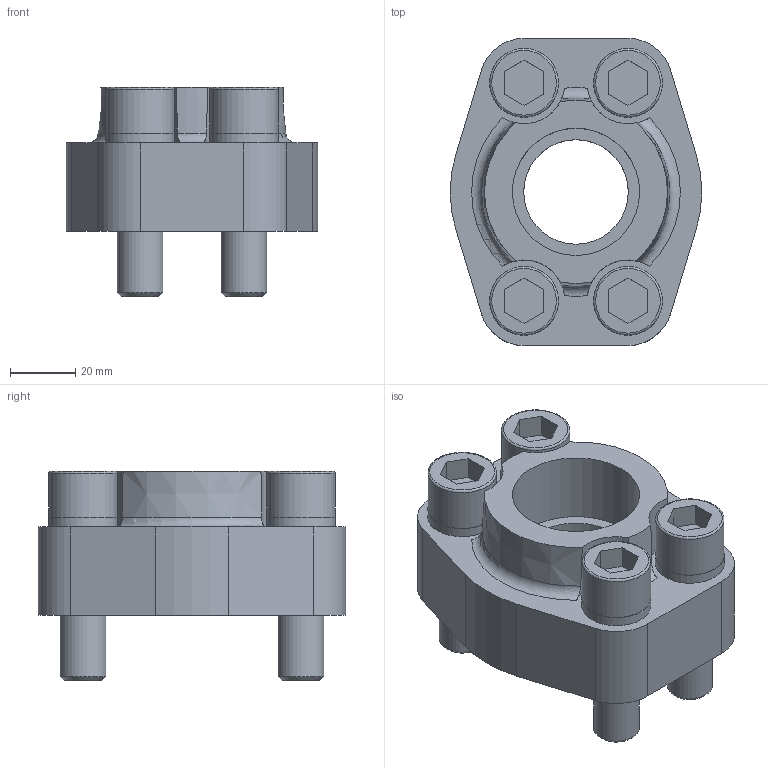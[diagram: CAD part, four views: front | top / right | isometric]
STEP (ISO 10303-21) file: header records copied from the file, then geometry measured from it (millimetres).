
FILE_DESCRIPTION(/* description */ ('STEP AP203'),/* implementation_level */ '2;1');
FILE_NAME(/* name */ 'SAE Threaded Flange AFE 32-6-01',/* time_stamp */ '2023-05-17T11:48:24+02:00',/* author */ ('License CC BY-ND 4.0'),/* organization */ ('CADENAS'),/* preprocessor_version */ 'ST-DEVELOPER v19.3',/* originating_system */ 'PARTsolutions',/* authorisation */ ' ');
FILE_SCHEMA (('CONFIG_CONTROL_DESIGN'));
Length unit declared in the file: millimetre
Products named in the file (1): SAE Gewindeflansch AFE 32-6-01
Bounding box: 77 x 94 x 64 mm (x, y, z)
Volume: 191486.4 mm3; surface area: 47338.2 mm2
Topology: 1 solids, 3 shells, 116 faces, 246 edges, 161 vertices
Faces by surface type: plane 61, cylinder 36, torus 11, cone 8
Full cylindrical faces by diameter (mm): 14 x4, 14.2 x4, 15 x4, 21 x4, 21.1 x4, 32 x1, 37.89 x2, 38.952 x1, 44.55 x2
Entity records: 3788 total; most frequent: CARTESIAN_POINT 537, DIRECTION 518, ORIENTED_EDGE 412, AXIS2_PLACEMENT_3D 211, EDGE_CURVE 206, EDGE_LOOP 184, FACE_BOUND 184, VERTEX_POINT 158
